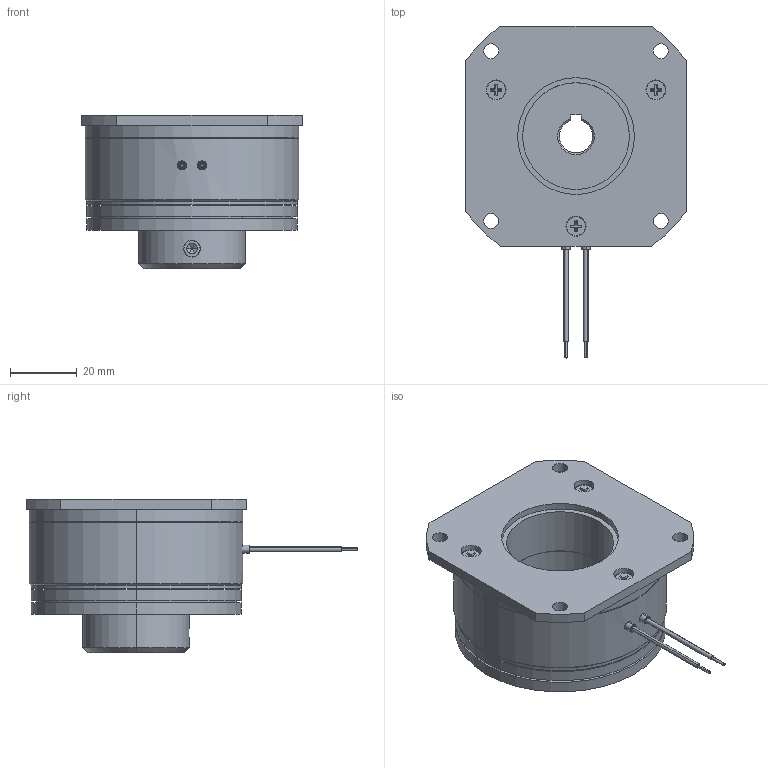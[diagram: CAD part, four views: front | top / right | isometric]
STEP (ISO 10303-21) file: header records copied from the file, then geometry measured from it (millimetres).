
FILE_DESCRIPTION (( 'STEP AP214' ), '1' );
FILE_NAME ('dr_bk_06P1-230_mu.STEP', '2021-11-30T13:33:11', ( '' ), ( '' ), 'SwSTEP 2.0', 'SolidWorks 2019', '' );
FILE_SCHEMA (( 'AUTOMOTIVE_DESIGN' ));
Length unit declared in the file: millimetre
Products named in the file (11): 10068788_000; 10069446_000_M 6 x 8; dr_bk_06P1-230_mu; 10069445_000; 10069022_000; 10068967_000; 10069020_000; 10069021_000; 10068789_000_Einbaul„nge 2,55mm; 10069444_000; 10068789_000_Einbaul„nge 2,8mm
Assembly tree (19 placements, depth 4):
  dr_bk_06P1-230_mu
    10068967_000
    10069444_000
      10069445_000
      10069020_000
        10069022_000
        10069021_000
        10068788_000  x3
        10068789_000_Einbaul„nge 2,55mm  x3
      10068789_000_Einbaul„nge 2,8mm  x3
      10068788_000  x3
      10069446_000_M 6 x 8
Bounding box: 66 x 99.5 x 46 mm (x, y, z)
Volume: 91508.1 mm3; surface area: 33991.2 mm2
Topology: 19 solids, 19 shells, 424 faces, 964 edges, 591 vertices
Faces by surface type: cylinder 183, cone 106, plane 103, torus 20, sphere 12
Entity records: 11990 total; most frequent: CARTESIAN_POINT 2001, DIRECTION 1746, ORIENTED_EDGE 1476, EDGE_CURVE 738, AXIS2_PLACEMENT_3D 690, VERTEX_POINT 463, EDGE_LOOP 401, VECTOR 366
